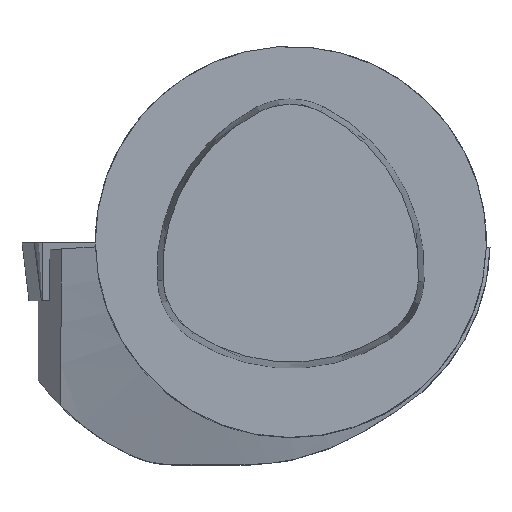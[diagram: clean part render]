
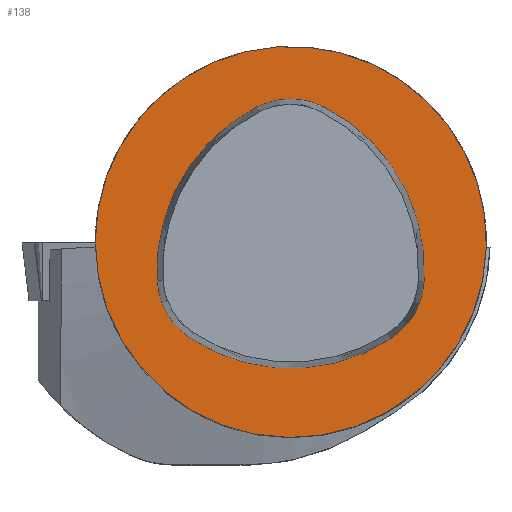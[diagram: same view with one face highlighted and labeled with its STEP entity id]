
A CAD part, top view. The second image highlights one B-rep face of the part: STEP entity #138.
In plain terms, the highlighted planar face has unit normal (0, 0, 1).
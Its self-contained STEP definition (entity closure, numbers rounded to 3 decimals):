
#77=CIRCLE('',#935,16.);
#138=ADVANCED_FACE('',(#219),#182,.T.);
#182=PLANE('',#942);
#219=FACE_OUTER_BOUND('',#274,.T.);
#274=EDGE_LOOP('',(#513));
#513=ORIENTED_EDGE('',*,*,#798,.F.);
#707=VERTEX_POINT('',#1409);
#798=EDGE_CURVE('',#707,#707,#77,.T.);
#935=AXIS2_PLACEMENT_3D('',#1408,#1078,#1079);
#942=AXIS2_PLACEMENT_3D('',#1428,#1096,#1097);
#1078=DIRECTION('',(0.,0.,-1.));
#1079=DIRECTION('',(-1.,0.,0.));
#1096=DIRECTION('',(0.,0.,1.));
#1097=DIRECTION('',(1.,0.,0.));
#1408=CARTESIAN_POINT('',(0.,0.,0.));
#1409=CARTESIAN_POINT('',(-16.,0.,0.));
#1428=CARTESIAN_POINT('',(0.,0.,0.));
